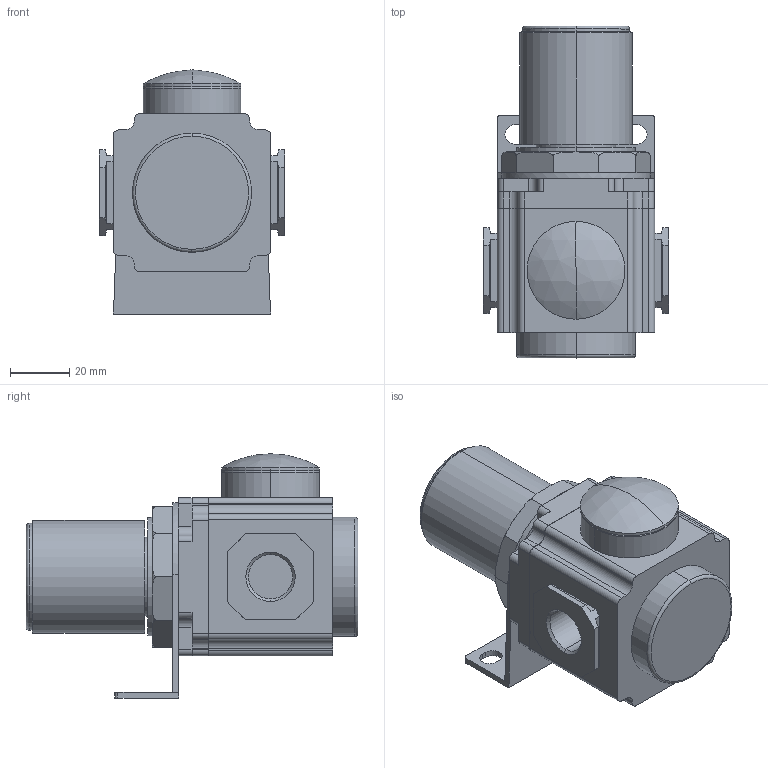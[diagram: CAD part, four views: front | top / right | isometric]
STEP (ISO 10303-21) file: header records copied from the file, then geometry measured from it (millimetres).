
FILE_DESCRIPTION (( 'STEP AP203' ), '1' );
FILE_NAME ('AR2-332.step', '2020-04-16T19:47:58', ( '' ), ( '' ), 'SwSTEP 2.0', 'SolidWorks 2019', '' );
FILE_SCHEMA (( 'CONFIG_CONTROL_DESIGN' ));
Length unit declared in the file: millimetre
Products named in the file (1): AR2-332
Bounding box: 62.5 x 112 x 82.5 mm (x, y, z)
Volume: 227721.7 mm3; surface area: 32970 mm2
Topology: 1 solids, 1 shells, 188 faces, 500 edges, 325 vertices
Faces by surface type: plane 111, cylinder 61, torus 8, cone 6, sphere 2
Entity records: 6287 total; most frequent: CARTESIAN_POINT 1428, DIRECTION 1004, ORIENTED_EDGE 1000, EDGE_CURVE 500, AXIS2_PLACEMENT_3D 337, LINE 330, VECTOR 330, VERTEX_POINT 325
